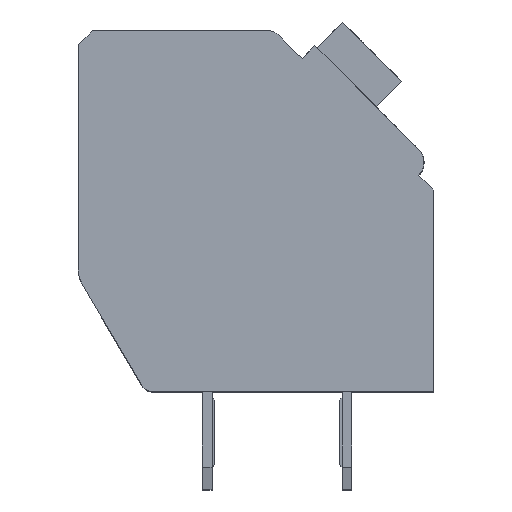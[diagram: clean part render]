
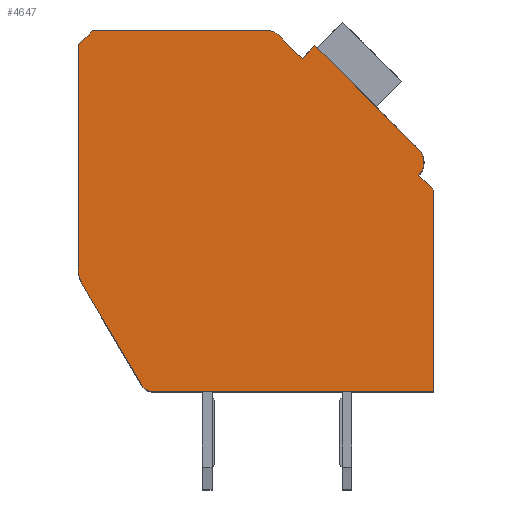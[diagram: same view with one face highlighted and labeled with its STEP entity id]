
A CAD part, top view. The second image highlights one B-rep face of the part: STEP entity #4647.
In plain terms, the highlighted planar face has unit normal (0, 0, 1).
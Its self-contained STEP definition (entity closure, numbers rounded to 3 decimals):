
#155=DIRECTION('',(0.,-1.,0.));
#156=VECTOR('',#155,8.053);
#157=CARTESIAN_POINT('',(-12.7,12.4,2.1));
#158=LINE('',#157,#156);
#159=DIRECTION('',(-0.707,-0.707,0.));
#160=VECTOR('',#159,0.707);
#161=CARTESIAN_POINT('',(-12.2,12.9,2.1));
#162=LINE('',#161,#160);
#163=DIRECTION('',(-1.,0.,0.));
#164=VECTOR('',#163,6.298);
#165=CARTESIAN_POINT('',(-5.902,12.9,2.1));
#166=LINE('',#165,#164);
#167=CARTESIAN_POINT('',(-5.902,12.4,2.1));
#168=DIRECTION('',(0.,0.,1.));
#169=DIRECTION('',(0.707,0.707,0.));
#170=AXIS2_PLACEMENT_3D('',#167,#168,#169);
#172=DIRECTION('',(-0.707,0.707,0.));
#173=VECTOR('',#172,1.197);
#174=CARTESIAN_POINT('',(-4.702,11.907,2.1));
#175=LINE('',#174,#173);
#176=DIRECTION('',(-0.707,-0.707,0.));
#177=VECTOR('',#176,0.65);
#178=CARTESIAN_POINT('',(-4.243,12.367,2.1));
#179=LINE('',#178,#177);
#180=DIRECTION('',(-0.707,0.707,0.));
#181=VECTOR('',#180,5.25);
#182=CARTESIAN_POINT('',(-0.53,8.655,2.1));
#183=LINE('',#182,#181);
#184=CARTESIAN_POINT('',(-0.99,8.195,2.1));
#185=DIRECTION('',(0.,0.,1.));
#186=DIRECTION('',(0.707,-0.707,0.));
#187=AXIS2_PLACEMENT_3D('',#184,#185,#186);
#189=DIRECTION('',(-0.707,0.707,0.));
#190=VECTOR('',#189,0.75);
#191=CARTESIAN_POINT('',(0.,7.205,2.1));
#192=LINE('',#191,#190);
#193=DIRECTION('',(0.,1.,0.));
#194=VECTOR('',#193,7.205);
#195=CARTESIAN_POINT('',(0.,0.,2.1));
#196=LINE('',#195,#194);
#197=DIRECTION('',(1.,0.,0.));
#198=VECTOR('',#197,10.014);
#199=CARTESIAN_POINT('',(-10.014,0.,2.1));
#200=LINE('',#199,#198);
#201=CARTESIAN_POINT('',(-10.014,0.5,2.1));
#202=DIRECTION('',(0.,0.,1.));
#203=DIRECTION('',(-0.862,-0.508,0.));
#204=AXIS2_PLACEMENT_3D('',#201,#202,#203);
#206=DIRECTION('',(0.508,-0.862,0.));
#207=VECTOR('',#206,4.17);
#208=CARTESIAN_POINT('',(-12.562,3.839,2.1));
#209=LINE('',#208,#207);
#210=CARTESIAN_POINT('',(-11.7,4.347,2.1));
#211=DIRECTION('',(0.,0.,1.));
#212=DIRECTION('',(-1.,0.,0.));
#213=AXIS2_PLACEMENT_3D('',#210,#211,#212);
#3443=CARTESIAN_POINT('',(-12.7,12.4,2.1));
#3444=CARTESIAN_POINT('',(-12.7,4.347,2.1));
#3445=VERTEX_POINT('',#3443);
#3446=VERTEX_POINT('',#3444);
#3447=CARTESIAN_POINT('',(-12.562,3.839,2.1));
#3448=VERTEX_POINT('',#3447);
#3449=CARTESIAN_POINT('',(-10.445,0.246,2.1));
#3450=VERTEX_POINT('',#3449);
#3451=CARTESIAN_POINT('',(-10.014,0.,2.1));
#3452=VERTEX_POINT('',#3451);
#3453=CARTESIAN_POINT('',(0.,0.,2.1));
#3454=VERTEX_POINT('',#3453);
#3455=CARTESIAN_POINT('',(0.,7.205,2.1));
#3456=VERTEX_POINT('',#3455);
#3457=CARTESIAN_POINT('',(-0.53,7.735,2.1));
#3458=VERTEX_POINT('',#3457);
#3459=CARTESIAN_POINT('',(-0.53,8.655,2.1));
#3460=VERTEX_POINT('',#3459);
#3461=CARTESIAN_POINT('',(-4.243,12.367,2.1));
#3462=VERTEX_POINT('',#3461);
#3463=CARTESIAN_POINT('',(-4.702,11.907,2.1));
#3464=VERTEX_POINT('',#3463);
#3465=CARTESIAN_POINT('',(-5.548,12.754,2.1));
#3466=VERTEX_POINT('',#3465);
#3467=CARTESIAN_POINT('',(-5.902,12.9,2.1));
#3468=VERTEX_POINT('',#3467);
#3469=CARTESIAN_POINT('',(-12.2,12.9,2.1));
#3470=VERTEX_POINT('',#3469);
#4614=CARTESIAN_POINT('',(0.,0.,2.1));
#4615=DIRECTION('',(0.,0.,1.));
#4616=DIRECTION('',(1.,0.,0.));
#4617=AXIS2_PLACEMENT_3D('',#4614,#4615,#4616);
#4618=PLANE('',#4617);
#4619=ORIENTED_EDGE('',*,*,#4505,.F.);
#4621=ORIENTED_EDGE('',*,*,#4620,.F.);
#4623=ORIENTED_EDGE('',*,*,#4622,.F.);
#4625=ORIENTED_EDGE('',*,*,#4624,.F.);
#4627=ORIENTED_EDGE('',*,*,#4626,.F.);
#4629=ORIENTED_EDGE('',*,*,#4628,.F.);
#4631=ORIENTED_EDGE('',*,*,#4630,.F.);
#4633=ORIENTED_EDGE('',*,*,#4632,.F.);
#4635=ORIENTED_EDGE('',*,*,#4634,.F.);
#4637=ORIENTED_EDGE('',*,*,#4636,.F.);
#4639=ORIENTED_EDGE('',*,*,#4638,.F.);
#4641=ORIENTED_EDGE('',*,*,#4640,.F.);
#4643=ORIENTED_EDGE('',*,*,#4642,.F.);
#4644=ORIENTED_EDGE('',*,*,#4562,.F.);
#4645=EDGE_LOOP('',(#4619,#4621,#4623,#4625,#4627,#4629,#4631,#4633,#4635,#4637,
#4639,#4641,#4643,#4644));
#4646=FACE_OUTER_BOUND('',#4645,.F.);
#171=CIRCLE('',#170,0.5);
#188=CIRCLE('',#187,0.65);
#205=CIRCLE('',#204,0.5);
#214=CIRCLE('',#213,1.);
#4505=EDGE_CURVE('',#3445,#3446,#158,.T.);
#4562=EDGE_CURVE('',#3446,#3448,#214,.T.);
#4620=EDGE_CURVE('',#3470,#3445,#162,.T.);
#4622=EDGE_CURVE('',#3468,#3470,#166,.T.);
#4624=EDGE_CURVE('',#3466,#3468,#171,.T.);
#4626=EDGE_CURVE('',#3464,#3466,#175,.T.);
#4628=EDGE_CURVE('',#3462,#3464,#179,.T.);
#4630=EDGE_CURVE('',#3460,#3462,#183,.T.);
#4632=EDGE_CURVE('',#3458,#3460,#188,.T.);
#4634=EDGE_CURVE('',#3456,#3458,#192,.T.);
#4636=EDGE_CURVE('',#3454,#3456,#196,.T.);
#4638=EDGE_CURVE('',#3452,#3454,#200,.T.);
#4640=EDGE_CURVE('',#3450,#3452,#205,.T.);
#4642=EDGE_CURVE('',#3448,#3450,#209,.T.);
#4647=ADVANCED_FACE('',(#4646),#4618,.T.);
